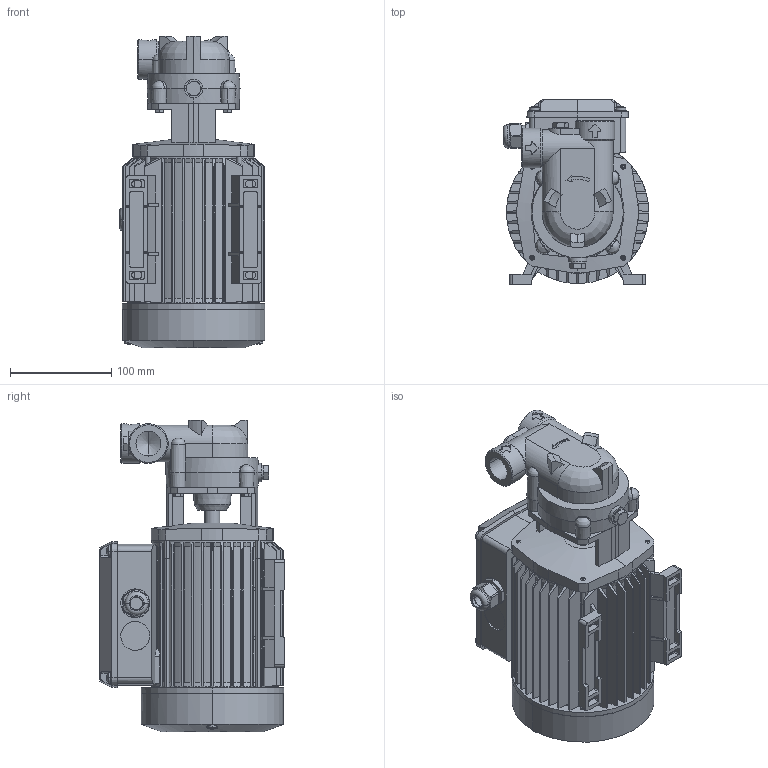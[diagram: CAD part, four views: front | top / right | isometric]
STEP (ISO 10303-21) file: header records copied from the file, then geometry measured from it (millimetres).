
FILE_DESCRIPTION (( 'STEP AP214' ), '1' );
FILE_NAME ('4_93_453_03_REV00.step', '2022-08-12T14:29:56', ( '' ), ( '' ), 'SwSTEP 2.0', 'SolidWorks 2020', '' );
FILE_SCHEMA (( 'AUTOMOTIVE_DESIGN' ));
Length unit declared in the file: millimetre
Products named in the file (2): 4_93_453_03_REV00; Copia di 4_93_453_03_REV00^4_93_453_03_REV00
Assembly tree (1 placements, depth 2):
  4_93_453_03_REV00
    Copia di 4_93_453_03_REV00^4_93_453_03_REV00
Bounding box: 143.69 x 182 x 307 mm (x, y, z)
Volume: 3811416.5 mm3; surface area: 377321.8 mm2
Topology: 16 solids, 16 shells, 1293 faces, 3445 edges, 2256 vertices
Faces by surface type: plane 738, cylinder 314, cone 184, bspline 43, sphere 12, torus 2
Entity records: 49932 total; most frequent: CARTESIAN_POINT 18185, ORIENTED_EDGE 6882, DIRECTION 6136, EDGE_CURVE 3441, VERTEX_POINT 2256, AXIS2_PLACEMENT_3D 2097, LINE 1942, VECTOR 1942
